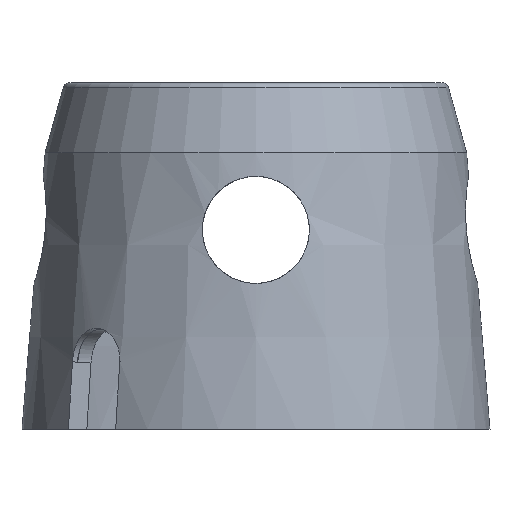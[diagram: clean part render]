
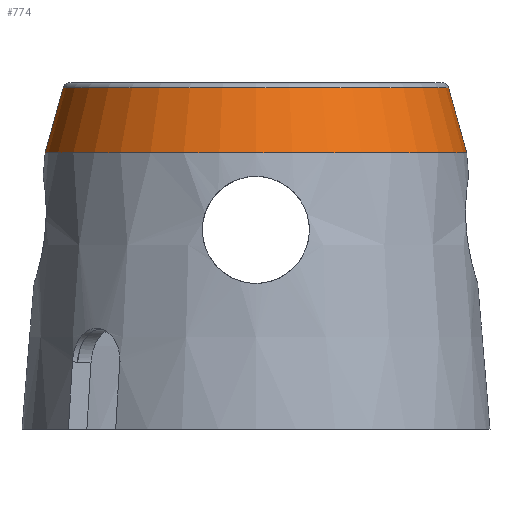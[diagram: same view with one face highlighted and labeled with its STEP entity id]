
A CAD part, front view. The second image highlights one B-rep face of the part: STEP entity #774.
In plain terms, the highlighted conical face has half-angle 15.512 degrees and reference radius 60.086 mm.
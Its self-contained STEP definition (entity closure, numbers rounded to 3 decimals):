
#31=LINE('',#1652,#49);
#49=VECTOR('',#948,60.086);
#112=CIRCLE('',#842,57.578);
#114=CIRCLE('',#844,57.578);
#115=CIRCLE('',#846,63.);
#130=CONICAL_SURFACE('',#845,60.086,0.271);
#157=FACE_OUTER_BOUND('',#196,.T.);
#196=EDGE_LOOP('',(#587,#588,#589,#590,#591));
#326=VERTEX_POINT('',#1645);
#327=VERTEX_POINT('',#1646);
#328=VERTEX_POINT('',#1651);
#421=EDGE_CURVE('',#326,#327,#112,.T.);
#423=EDGE_CURVE('',#327,#326,#114,.T.);
#424=EDGE_CURVE('',#326,#328,#31,.T.);
#425=EDGE_CURVE('',#328,#328,#115,.F.);
#587=ORIENTED_EDGE('',*,*,#421,.F.);
#588=ORIENTED_EDGE('',*,*,#424,.T.);
#589=ORIENTED_EDGE('',*,*,#425,.T.);
#590=ORIENTED_EDGE('',*,*,#424,.F.);
#591=ORIENTED_EDGE('',*,*,#423,.F.);
#774=ADVANCED_FACE('',(#157),#130,.T.);
#842=AXIS2_PLACEMENT_3D('',#1647,#940,#941);
#844=AXIS2_PLACEMENT_3D('',#1649,#944,#945);
#845=AXIS2_PLACEMENT_3D('',#1650,#946,#947);
#846=AXIS2_PLACEMENT_3D('',#1653,#949,#950);
#940=DIRECTION('center_axis',(0.,0.,1.));
#941=DIRECTION('ref_axis',(0.,1.,0.));
#944=DIRECTION('center_axis',(0.,0.,1.));
#945=DIRECTION('ref_axis',(0.,1.,0.));
#946=DIRECTION('center_axis',(0.,0.,-1.));
#947=DIRECTION('ref_axis',(0.,1.,0.));
#948=DIRECTION('',(0.,-0.267,-0.964));
#949=DIRECTION('center_axis',(0.,0.,-1.));
#950=DIRECTION('ref_axis',(-1.,0.,0.));
#1645=CARTESIAN_POINT('',(0.,-57.578,19.535));
#1646=CARTESIAN_POINT('',(57.578,0.,19.535));
#1647=CARTESIAN_POINT('Origin',(0.,0.,19.535));
#1649=CARTESIAN_POINT('Origin',(0.,0.,19.535));
#1650=CARTESIAN_POINT('Origin',(0.,0.,10.5));
#1651=CARTESIAN_POINT('',(0.,-63.,0.));
#1652=CARTESIAN_POINT('',(0.,-60.086,10.5));
#1653=CARTESIAN_POINT('Origin',(0.,0.,0.));
